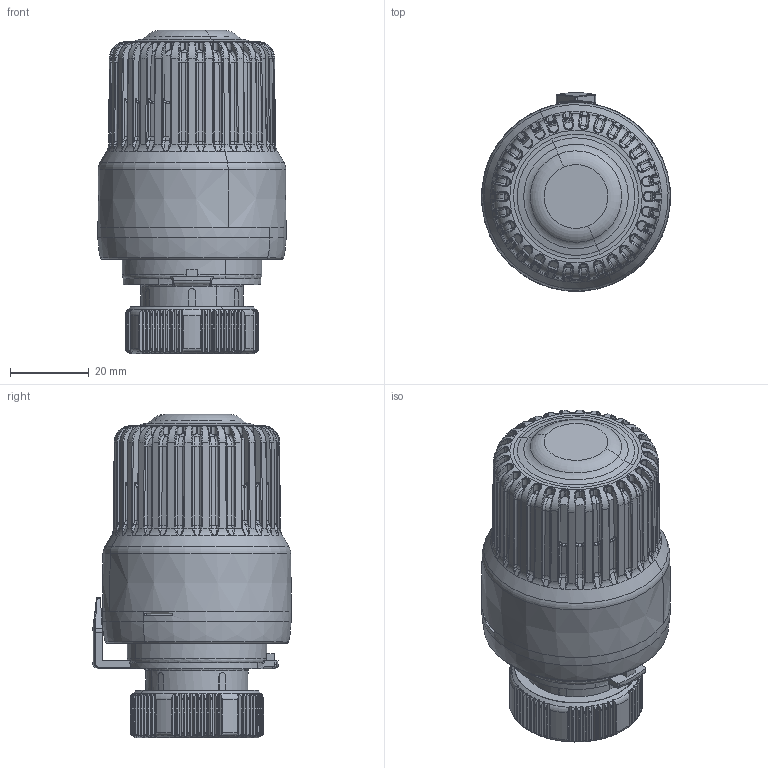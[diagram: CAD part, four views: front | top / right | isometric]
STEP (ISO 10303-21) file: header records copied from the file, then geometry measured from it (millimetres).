
FILE_DESCRIPTION(('CATIA V5 STEP Exchange'),'2;1');
FILE_NAME('STEP_204900_-_TST.stp','2019-11-15T07:45:32+00:00',('none'),('none'),'CATIA Version 5-6 Release 2016 SP4','CATIA V5 STEP AP203','none');
FILE_SCHEMA(('CONFIG_CONTROL_DESIGN'));
Length unit declared in the file: millimetre
Products named in the file (1): 204900 - TST
Bounding box: 47.85 x 50.42 x 82.1 mm (x, y, z)
Volume: 106458.3 mm3; surface area: 16143 mm2
Topology: 1 solids, 1 shells, 1720 faces, 4392 edges, 2654 vertices
Faces by surface type: bspline 604, cylinder 401, plane 301, torus 301, cone 85, extrusion 24, revolution 4
Entity records: 83475 total; most frequent: CARTESIAN_POINT 50947, ORIENTED_EDGE 8736, EDGE_CURVE 4368, DIRECTION 3266, B_SPLINE_CURVE_WITH_KNOTS 2840, VERTEX_POINT 2654, EDGE_LOOP 1724, ADVANCED_FACE 1720
